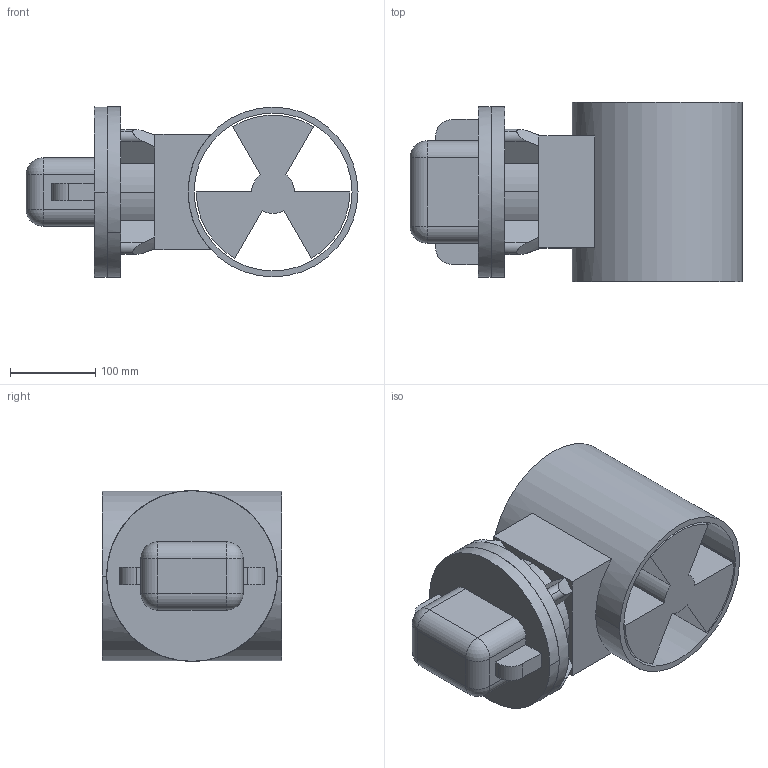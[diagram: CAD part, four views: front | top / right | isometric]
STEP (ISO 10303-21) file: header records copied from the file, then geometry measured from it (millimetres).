
FILE_DESCRIPTION(('CATIA V5 STEP Exchange'),'2;1');
FILE_NAME('CT125 HYD.stp','2014-11-20T10:39:54+00:00',('none'),('none'),'CATIA Version 5 Release 21 GA (IN-10)','CATIA V5 STEP AP203','none');
FILE_SCHEMA(('CONFIG_CONTROL_DESIGN'));
Length unit declared in the file: millimetre
Products named in the file (1): Part1
Bounding box: 389 x 210 x 200 mm (x, y, z)
Volume: 6532717.8 mm3; surface area: 623281.3 mm2
Topology: 2 solids, 3 shells, 110 faces, 279 edges, 174 vertices
Faces by surface type: plane 55, cylinder 45, cone 6, sphere 4
Entity records: 3146 total; most frequent: CARTESIAN_POINT 693, ORIENTED_EDGE 550, DIRECTION 393, EDGE_CURVE 275, VERTEX_POINT 174, AXIS2_PLACEMENT_3D 169, VECTOR 156, LINE 156
